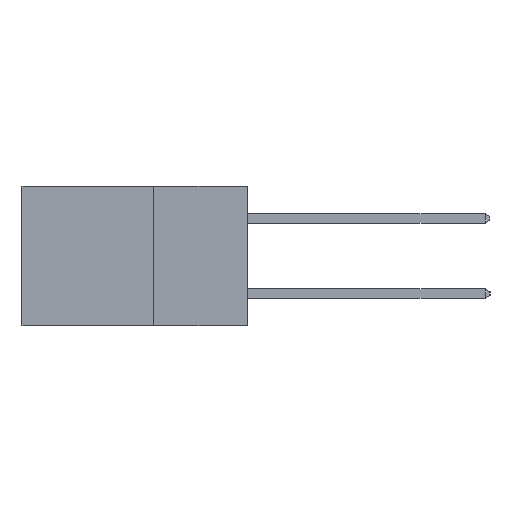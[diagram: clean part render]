
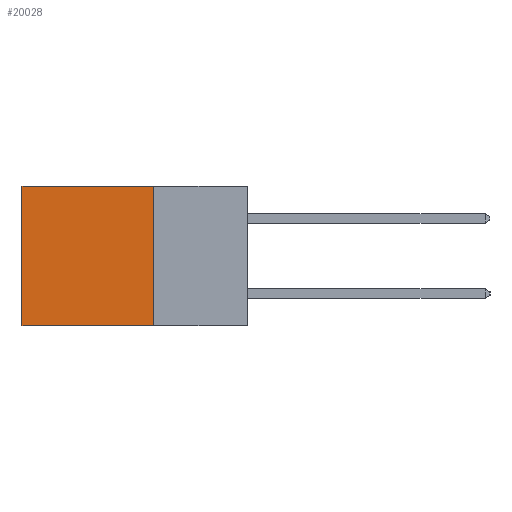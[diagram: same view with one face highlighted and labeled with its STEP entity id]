
A CAD part, left-side view. The second image highlights one B-rep face of the part: STEP entity #20028.
In plain terms, the highlighted planar face has unit normal (-1, 0, 0).
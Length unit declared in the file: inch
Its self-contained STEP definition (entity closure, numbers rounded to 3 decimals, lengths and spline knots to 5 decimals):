
#2571 = CARTESIAN_POINT ( 'NONE',  ( 0.2615, 0.25, -0.37 ) ) ;
#2640 = CARTESIAN_POINT ( 'NONE',  ( 0.2615, 0.25, -0.37 ) ) ;
#3474 = CARTESIAN_POINT ( 'NONE',  ( 0.2615, 0.25, 0. ) ) ;
#4568 = DIRECTION ( 'NONE',  ( 0., 0., -1. ) ) ;
#4688 = EDGE_CURVE ( 'NONE', #10859, #12533, #22735, .T. ) ;
#5774 = CARTESIAN_POINT ( 'NONE',  ( 0.2615, 0.25, -0.37 ) ) ;
#5797 = ORIENTED_EDGE ( 'NONE', *, *, #9623, .F. ) ;
#7464 = VECTOR ( 'NONE', #13190, 39.37008 ) ;
#8148 = CARTESIAN_POINT ( 'NONE',  ( 0.2615, 0.25, 0. ) ) ;
#9420 = ORIENTED_EDGE ( 'NONE', *, *, #13138, .T. ) ;
#9623 = EDGE_CURVE ( 'NONE', #18593, #12159, #17431, .T. ) ;
#10086 = LINE ( 'NONE', #3474, #14634 ) ;
#10859 = VERTEX_POINT ( 'NONE', #11759 ) ;
#11350 = DIRECTION ( 'NONE',  ( 0., 1., 0. ) ) ;
#11759 = CARTESIAN_POINT ( 'NONE',  ( 0.2615, 0.6, 0. ) ) ;
#11816 = LINE ( 'NONE', #5774, #16895 ) ;
#12159 = VERTEX_POINT ( 'NONE', #2640 ) ;
#12533 = VERTEX_POINT ( 'NONE', #24741 ) ;
#12870 = AXIS2_PLACEMENT_3D ( 'NONE', #2571, #16212, #4568 ) ;
#13138 = EDGE_CURVE ( 'NONE', #18593, #10859, #10086, .T. ) ;
#13190 = DIRECTION ( 'NONE',  ( 0., 0., -1. ) ) ;
#13435 = CARTESIAN_POINT ( 'NONE',  ( 0.2615, 0.6, -0.37 ) ) ;
#13826 = CARTESIAN_POINT ( 'NONE',  ( 0.2615, 0.25, -0.37 ) ) ;
#14297 = PLANE ( 'NONE',  #12870 ) ;
#14634 = VECTOR ( 'NONE', #11350, 39.37008 ) ;
#15333 = EDGE_LOOP ( 'NONE', ( #24825, #22791, #5797, #9420 ) ) ;
#15419 = FACE_OUTER_BOUND ( 'NONE', #15333, .T. ) ;
#16212 = DIRECTION ( 'NONE',  ( 1., 0., 0. ) ) ;
#16895 = VECTOR ( 'NONE', #21195, 39.37008 ) ;
#17431 = LINE ( 'NONE', #13826, #21886 ) ;
#18593 = VERTEX_POINT ( 'NONE', #8148 ) ;
#19745 = EDGE_CURVE ( 'NONE', #12159, #12533, #11816, .T. ) ;
#20028 = ADVANCED_FACE ( 'NONE', ( #15419 ), #14297, .F. ) ;
#21195 = DIRECTION ( 'NONE',  ( 0., 1., 0. ) ) ;
#21886 = VECTOR ( 'NONE', #23243, 39.37008 ) ;
#22735 = LINE ( 'NONE', #13435, #7464 ) ;
#22791 = ORIENTED_EDGE ( 'NONE', *, *, #19745, .F. ) ;
#23243 = DIRECTION ( 'NONE',  ( 0., 0., -1. ) ) ;
#24741 = CARTESIAN_POINT ( 'NONE',  ( 0.2615, 0.6, -0.37 ) ) ;
#24825 = ORIENTED_EDGE ( 'NONE', *, *, #4688, .T. ) ;
